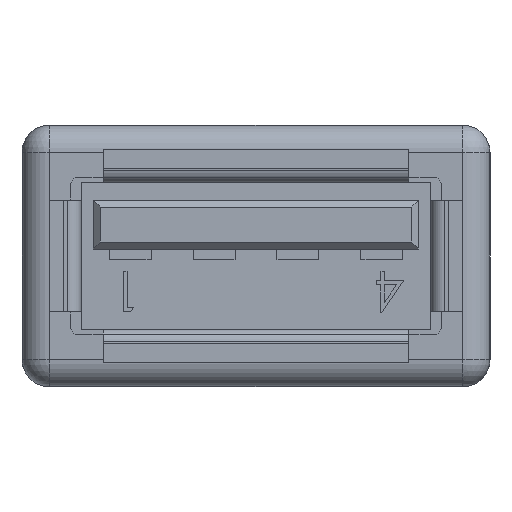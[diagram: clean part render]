
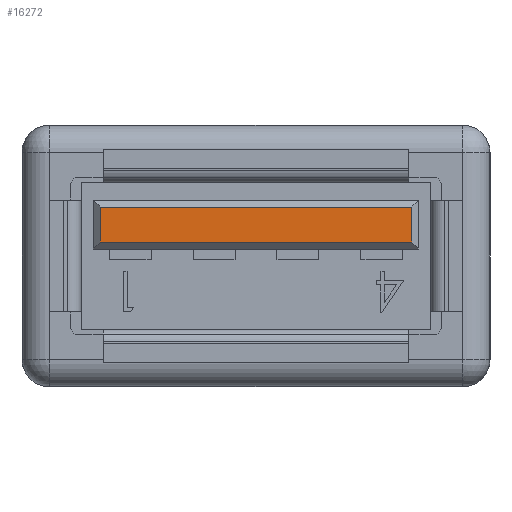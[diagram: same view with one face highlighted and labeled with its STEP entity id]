
A CAD part, front view. The second image highlights one B-rep face of the part: STEP entity #16272.
In plain terms, the highlighted face is planar.
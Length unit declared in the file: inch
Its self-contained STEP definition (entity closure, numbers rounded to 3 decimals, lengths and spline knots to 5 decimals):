
#2824 = CARTESIAN_POINT ( 'NONE',  ( -0.2225, 0.38, 0.02 ) ) ;
#3669 = CARTESIAN_POINT ( 'NONE',  ( 0.2225, 0.38, 0.01 ) ) ;
#3846 = CARTESIAN_POINT ( 'NONE',  ( 0.2325, 0.38, 0.07 ) ) ;
#3848 = DIRECTION ( 'NONE',  ( 1., 0., 0. ) ) ;
#3849 = DIRECTION ( 'NONE',  ( 0., 0., -1. ) ) ;
#3850 = CARTESIAN_POINT ( 'NONE',  ( -0.2325, 0.38, 0.02 ) ) ;
#3851 = DIRECTION ( 'NONE',  ( -1., 0., 0. ) ) ;
#3852 = CARTESIAN_POINT ( 'NONE',  ( -0.2225, 0.38, 0.08 ) ) ;
#3853 = DIRECTION ( 'NONE',  ( 0., 0., 1. ) ) ;
#4357 = LINE ( 'NONE', #3846, #4360 ) ;
#4360 = VECTOR ( 'NONE', #3848, 39.37008 ) ;
#4361 = LINE ( 'NONE', #3850, #4365 ) ;
#4362 = LINE ( 'NONE', #3669, #4363 ) ;
#4363 = VECTOR ( 'NONE', #3849, 39.37008 ) ;
#4364 = LINE ( 'NONE', #3852, #4367 ) ;
#4365 = VECTOR ( 'NONE', #3851, 39.37008 ) ;
#4367 = VECTOR ( 'NONE', #3853, 39.37008 ) ;
#15740 = CARTESIAN_POINT ( 'NONE',  ( 0.2225, 0.38, 0.07 ) ) ;
#15743 = CARTESIAN_POINT ( 'NONE',  ( 0.2225, 0.38, 0.02 ) ) ;
#15747 = CARTESIAN_POINT ( 'NONE',  ( -0.2225, 0.38, 0.07 ) ) ;
#16272 = ADVANCED_FACE ( 'NONE', ( #33014 ), #31989, .T. ) ;
#19141 = VERTEX_POINT ( 'NONE', #2824 ) ;
#19867 = EDGE_CURVE ( 'NONE', #40145, #28386, #4357, .T. ) ;
#19868 = EDGE_CURVE ( 'NONE', #28386, #28383, #4362, .T. ) ;
#19869 = EDGE_CURVE ( 'NONE', #28383, #19141, #4361, .T. ) ;
#19870 = EDGE_CURVE ( 'NONE', #19141, #40145, #4364, .T. ) ;
#25871 = AXIS2_PLACEMENT_3D ( 'NONE', #31990, #31995, #31996 ) ;
#28219 = ORIENTED_EDGE ( 'NONE', *, *, #19867, .T. ) ;
#28220 = ORIENTED_EDGE ( 'NONE', *, *, #19868, .T. ) ;
#28221 = ORIENTED_EDGE ( 'NONE', *, *, #19869, .T. ) ;
#28222 = ORIENTED_EDGE ( 'NONE', *, *, #19870, .T. ) ;
#28383 = VERTEX_POINT ( 'NONE', #15743 ) ;
#28386 = VERTEX_POINT ( 'NONE', #15740 ) ;
#31989 = PLANE ( 'NONE',  #25871 ) ;
#31990 = CARTESIAN_POINT ( 'NONE',  ( -0.2325, 0.38, 0.08 ) ) ;
#31995 = DIRECTION ( 'NONE',  ( 0., 1., 0. ) ) ;
#31996 = DIRECTION ( 'NONE',  ( 0., 0., 1. ) ) ;
#33014 = FACE_OUTER_BOUND ( 'NONE', #40165, .T. ) ;
#40145 = VERTEX_POINT ( 'NONE', #15747 ) ;
#40165 = EDGE_LOOP ( 'NONE', ( #28219, #28220, #28221, #28222 ) ) ;
